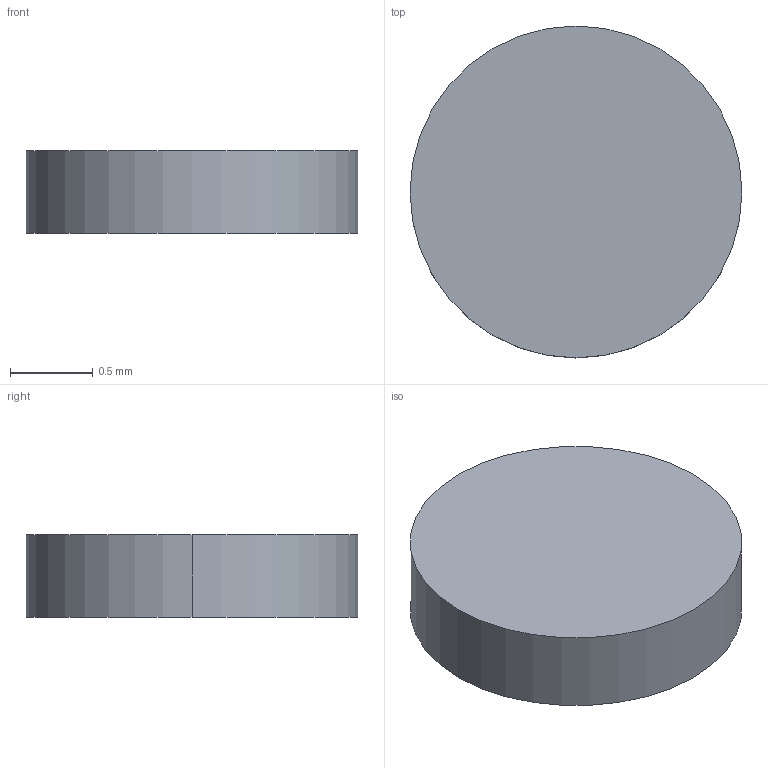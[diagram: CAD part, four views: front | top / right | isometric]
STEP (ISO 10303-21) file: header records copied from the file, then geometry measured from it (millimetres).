
FILE_DESCRIPTION (( 'STEP AP214' ), '1' );
FILE_NAME ('User Library-TEST_POINT.STEP', '2017-01-25T12:32:26', ( '' ), ( '' ), 'SwSTEP 2.0', 'SolidWorks 2017', '' );
FILE_SCHEMA (( 'AUTOMOTIVE_DESIGN' ));
Length unit declared in the file: millimetre
Products named in the file (1): User Library-TEST_POINT
Bounding box: 2 x 2 x 0.5 mm (x, y, z)
Volume: 1.6 mm3; surface area: 9.4 mm2
Topology: 1 solids, 1 shells, 4 faces, 6 edges, 4 vertices
Faces by surface type: cylinder 2, plane 2
Entity records: 172 total; most frequent: DIRECTION 20, CARTESIAN_POINT 15, ORIENTED_EDGE 12, AXIS2_PLACEMENT_3D 9, UNCERTAINTY_MEASURE_WITH_UNIT 7, STYLED_ITEM 6, SURFACE_SIDE_STYLE 6, SURFACE_STYLE_USAGE 6
